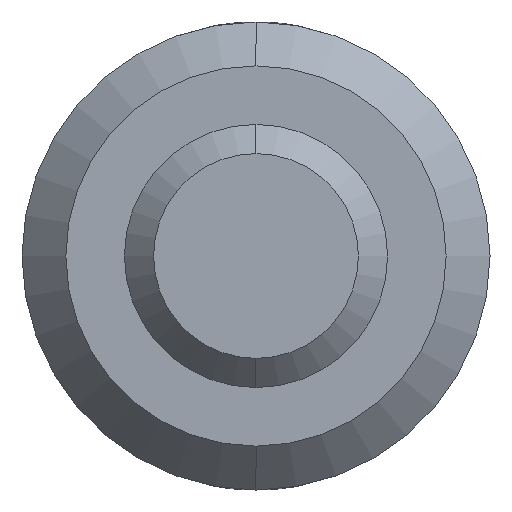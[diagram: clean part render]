
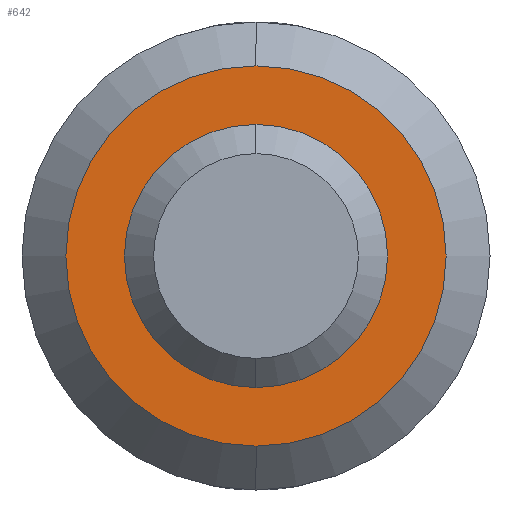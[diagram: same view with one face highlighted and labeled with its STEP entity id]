
A CAD part, left-side view. The second image highlights one B-rep face of the part: STEP entity #642.
In plain terms, the highlighted planar face has unit normal (-1, 0, 0).
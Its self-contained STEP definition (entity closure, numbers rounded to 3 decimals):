
#31 = EDGE_CURVE ( 'NONE', #528, #365, #524, .T. ) ;
#50 = CIRCLE ( 'NONE', #603, 13. ) ;
#77 = VERTEX_POINT ( 'NONE', #662 ) ;
#79 = DIRECTION ( 'NONE',  ( 0., 0., 1. ) ) ;
#104 = DIRECTION ( 'NONE',  ( -1., 0., 0. ) ) ;
#126 = DIRECTION ( 'NONE',  ( 0., 0., -1. ) ) ;
#128 = VERTEX_POINT ( 'NONE', #332 ) ;
#147 = CARTESIAN_POINT ( 'NONE',  ( 135., 0., 0. ) ) ;
#166 = AXIS2_PLACEMENT_3D ( 'NONE', #147, #852, #918 ) ;
#206 = ORIENTED_EDGE ( 'NONE', *, *, #489, .F. ) ;
#209 = CIRCLE ( 'NONE', #166, 9. ) ;
#235 = CIRCLE ( 'NONE', #342, 9. ) ;
#271 = DIRECTION ( 'NONE',  ( -1., 0., 0. ) ) ;
#294 = EDGE_LOOP ( 'NONE', ( #760, #206 ) ) ;
#299 = EDGE_CURVE ( 'NONE', #365, #528, #50, .T. ) ;
#322 = DIRECTION ( 'NONE',  ( 0., 0., -1. ) ) ;
#332 = CARTESIAN_POINT ( 'NONE',  ( 135., 0., -9. ) ) ;
#337 = CARTESIAN_POINT ( 'NONE',  ( 135., 0., 0. ) ) ;
#342 = AXIS2_PLACEMENT_3D ( 'NONE', #711, #585, #79 ) ;
#365 = VERTEX_POINT ( 'NONE', #366 ) ;
#366 = CARTESIAN_POINT ( 'NONE',  ( 135., 0., -13. ) ) ;
#420 = ORIENTED_EDGE ( 'NONE', *, *, #31, .T. ) ;
#453 = CARTESIAN_POINT ( 'NONE',  ( 135., 0., 0. ) ) ;
#455 = FACE_OUTER_BOUND ( 'NONE', #689, .T. ) ;
#489 = EDGE_CURVE ( 'NONE', #128, #77, #209, .T. ) ;
#505 = ORIENTED_EDGE ( 'NONE', *, *, #299, .T. ) ;
#524 = CIRCLE ( 'NONE', #702, 13. ) ;
#528 = VERTEX_POINT ( 'NONE', #687 ) ;
#530 = CARTESIAN_POINT ( 'NONE',  ( 135., 16., 0. ) ) ;
#536 = AXIS2_PLACEMENT_3D ( 'NONE', #530, #717, #322 ) ;
#585 = DIRECTION ( 'NONE',  ( -1., 0., 0. ) ) ;
#603 = AXIS2_PLACEMENT_3D ( 'NONE', #337, #271, #126 ) ;
#642 = ADVANCED_FACE ( 'NONE', ( #455, #804 ), #864, .F. ) ;
#662 = CARTESIAN_POINT ( 'NONE',  ( 135., 0., 9. ) ) ;
#687 = CARTESIAN_POINT ( 'NONE',  ( 135., 0., 13. ) ) ;
#689 = EDGE_LOOP ( 'NONE', ( #505, #420 ) ) ;
#702 = AXIS2_PLACEMENT_3D ( 'NONE', #453, #104, #802 ) ;
#711 = CARTESIAN_POINT ( 'NONE',  ( 135., 0., 0. ) ) ;
#717 = DIRECTION ( 'NONE',  ( 1., 0., 0. ) ) ;
#760 = ORIENTED_EDGE ( 'NONE', *, *, #910, .F. ) ;
#802 = DIRECTION ( 'NONE',  ( 0., 0., -1. ) ) ;
#804 = FACE_BOUND ( 'NONE', #294, .T. ) ;
#852 = DIRECTION ( 'NONE',  ( -1., 0., 0. ) ) ;
#864 = PLANE ( 'NONE',  #536 ) ;
#910 = EDGE_CURVE ( 'NONE', #77, #128, #235, .T. ) ;
#918 = DIRECTION ( 'NONE',  ( 0., 0., 1. ) ) ;
